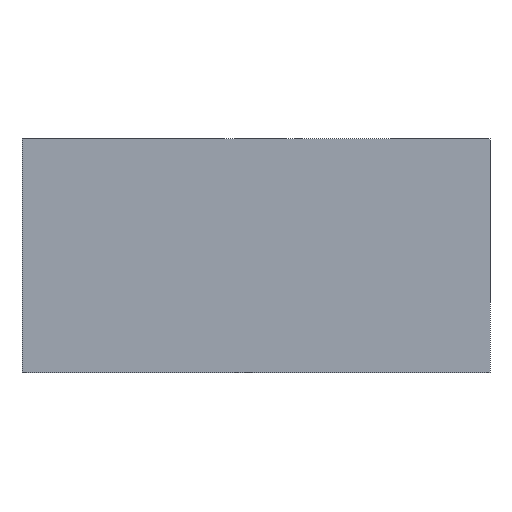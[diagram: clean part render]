
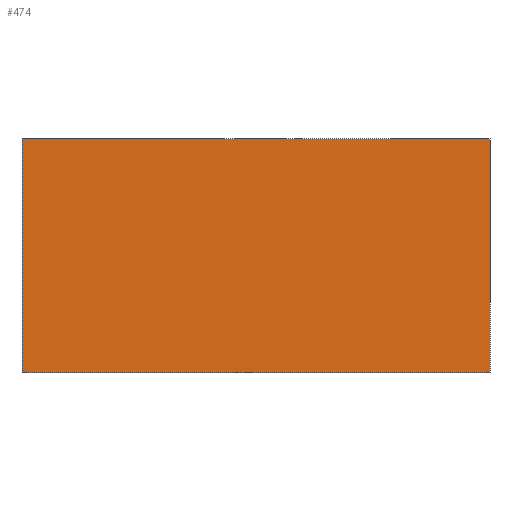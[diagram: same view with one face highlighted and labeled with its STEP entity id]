
A CAD part, front view. The second image highlights one B-rep face of the part: STEP entity #474.
In plain terms, the highlighted free-form (B-spline) face has degree [1, 1] with [2, 2] control points.
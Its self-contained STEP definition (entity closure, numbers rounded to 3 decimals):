
#439=(
BOUNDED_SURFACE()
B_SPLINE_SURFACE(1,1,((#440,#441),(#442,#443)),.UNSPECIFIED.,.F.,.F.,.F.)
B_SPLINE_SURFACE_WITH_KNOTS((2,2),(2,2),(0.000,1.000),(0.000,1.000),.UNSPECIFIED.)
GEOMETRIC_REPRESENTATION_ITEM()
RATIONAL_B_SPLINE_SURFACE(((1.,1.),(1.,1.)))
REPRESENTATION_ITEM('')
SURFACE()
);
#440=CARTESIAN_POINT('',(10.,-17.5,5.));
#441=CARTESIAN_POINT('',(10.,-17.5,-5.));
#442=CARTESIAN_POINT('',(-10.,-17.5,5.));
#443=CARTESIAN_POINT('',(-10.,-17.5,-5.));
#444=CARTESIAN_POINT('',(10.,-17.5,5.));
#445=VERTEX_POINT('',#444);
#446=(
BOUNDED_CURVE()
B_SPLINE_CURVE(1,(#447,#448),.UNSPECIFIED.,.F.,.F.)
B_SPLINE_CURVE_WITH_KNOTS((2,2),(0.000,1.000),.UNSPECIFIED.)
CURVE()
GEOMETRIC_REPRESENTATION_ITEM()
RATIONAL_B_SPLINE_CURVE((1.,1.))
REPRESENTATION_ITEM('')
);
#447=CARTESIAN_POINT('',(10.,-17.5,5.));
#448=CARTESIAN_POINT('',(10.,-17.5,-5.));
#449=CARTESIAN_POINT('',(10.,-17.5,-5.));
#450=VERTEX_POINT('',#449);
#451=EDGE_CURVE('',#445,#450,#446,.T.);
#452=ORIENTED_EDGE('',*,*,#451,.T.);
#453=(
BOUNDED_CURVE()
B_SPLINE_CURVE(1,(#454,#455),.UNSPECIFIED.,.F.,.F.)
B_SPLINE_CURVE_WITH_KNOTS((2,2),(0.000,1.000),.UNSPECIFIED.)
CURVE()
GEOMETRIC_REPRESENTATION_ITEM()
RATIONAL_B_SPLINE_CURVE((1.,1.))
REPRESENTATION_ITEM('')
);
#454=CARTESIAN_POINT('',(10.,-17.5,-5.));
#455=CARTESIAN_POINT('',(-10.,-17.5,-5.));
#456=CARTESIAN_POINT('',(-10.,-17.5,-5.));
#457=VERTEX_POINT('',#456);
#458=EDGE_CURVE('',#450,#457,#453,.T.);
#459=ORIENTED_EDGE('',*,*,#458,.T.);
#460=(
BOUNDED_CURVE()
B_SPLINE_CURVE(1,(#461,#462),.UNSPECIFIED.,.F.,.F.)
B_SPLINE_CURVE_WITH_KNOTS((2,2),(0.000,1.000),.UNSPECIFIED.)
CURVE()
GEOMETRIC_REPRESENTATION_ITEM()
RATIONAL_B_SPLINE_CURVE((1.,1.))
REPRESENTATION_ITEM('')
);
#461=CARTESIAN_POINT('',(-10.,-17.5,-5.));
#462=CARTESIAN_POINT('',(-10.,-17.5,5.));
#463=CARTESIAN_POINT('',(-10.,-17.5,5.));
#464=VERTEX_POINT('',#463);
#465=EDGE_CURVE('',#457,#464,#460,.T.);
#466=ORIENTED_EDGE('',*,*,#465,.T.);
#467=(
BOUNDED_CURVE()
B_SPLINE_CURVE(1,(#468,#469),.UNSPECIFIED.,.F.,.F.)
B_SPLINE_CURVE_WITH_KNOTS((2,2),(0.000,1.000),.UNSPECIFIED.)
CURVE()
GEOMETRIC_REPRESENTATION_ITEM()
RATIONAL_B_SPLINE_CURVE((1.,1.))
REPRESENTATION_ITEM('')
);
#468=CARTESIAN_POINT('',(-10.,-17.5,5.));
#469=CARTESIAN_POINT('',(10.,-17.5,5.));
#470=EDGE_CURVE('',#464,#445,#467,.T.);
#471=ORIENTED_EDGE('',*,*,#470,.T.);
#472=EDGE_LOOP('',(#452,#459,#466,#471));
#473=FACE_OUTER_BOUND('',#472,.T.);
#474=ADVANCED_FACE('',(#473),#439,.T.);
